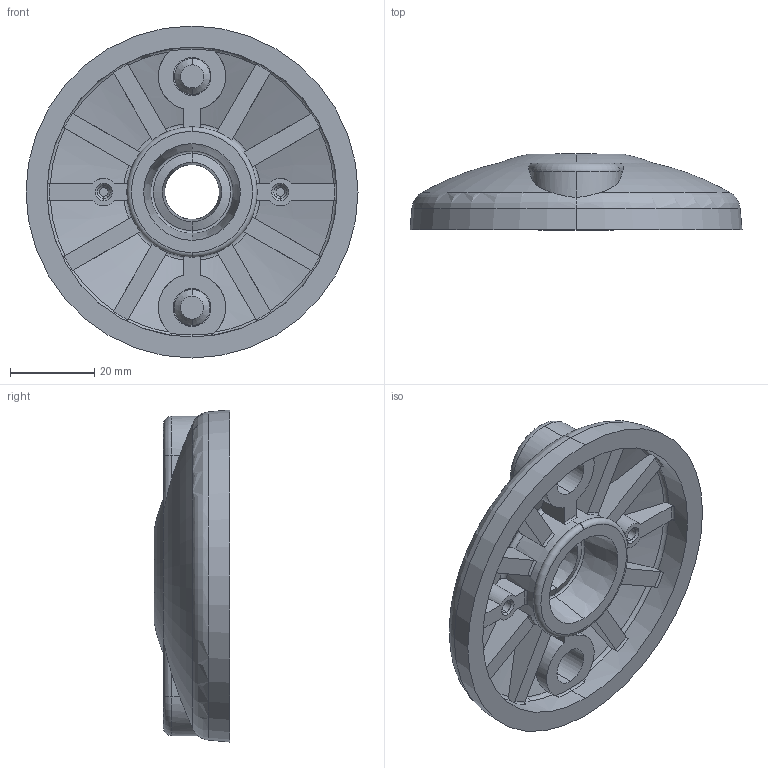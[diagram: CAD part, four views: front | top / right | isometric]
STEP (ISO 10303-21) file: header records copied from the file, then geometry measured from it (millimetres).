
FILE_DESCRIPTION (( 'STEP AP214' ), '1' );
FILE_NAME ('098a080kbz.STEP', '2014-08-12T08:22:37', ( '' ), ( '' ), 'SwSTEP 2.0', 'SolidWorks 2014', '' );
FILE_SCHEMA (( 'AUTOMOTIVE_DESIGN' ));
Length unit declared in the file: millimetre
Products named in the file (1): 098a080kbz
Bounding box: 79 x 18 x 79 mm (x, y, z)
Volume: 35148.6 mm3; surface area: 18067.2 mm2
Topology: 1 solids, 1 shells, 180 faces, 487 edges, 315 vertices
Faces by surface type: torus 63, plane 54, cone 32, cylinder 29, sphere 2
Entity records: 6551 total; most frequent: CARTESIAN_POINT 2095, ORIENTED_EDGE 974, DIRECTION 901, EDGE_CURVE 487, AXIS2_PLACEMENT_3D 383, VERTEX_POINT 315, CIRCLE 202, EDGE_LOOP 188
